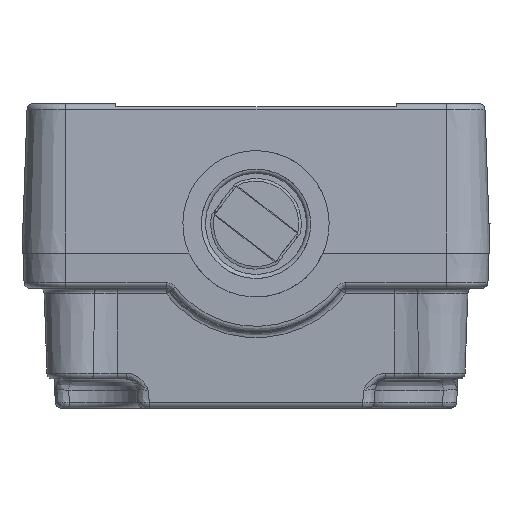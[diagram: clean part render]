
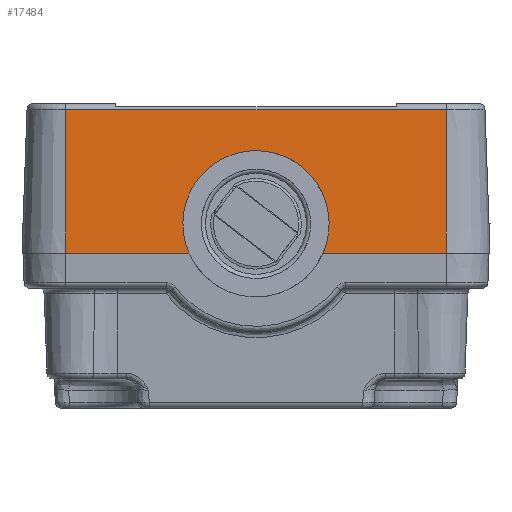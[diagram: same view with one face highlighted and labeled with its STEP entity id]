
A CAD part, front view. The second image highlights one B-rep face of the part: STEP entity #17484.
In plain terms, the highlighted planar face has unit normal (0, -0.999, 0.035).
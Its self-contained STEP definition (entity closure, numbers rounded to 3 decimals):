
#17428=CARTESIAN_POINT('',(65.486,-80.608,0.0));
#17429=DIRECTION('',(0.0,-0.999,0.035));
#17430=DIRECTION('',(1.0,0.0,0.0));
#17431=AXIS2_PLACEMENT_3D('',#17428,#17429,#17430);
#17432=PLANE('',#17431);
#17433=CARTESIAN_POINT('',(21.53,-80.608,0.0));
#17434=VERTEX_POINT('',#17433);
#17435=CARTESIAN_POINT('',(44.443,-80.608,0.0));
#17436=VERTEX_POINT('',#17435);
#17437=CARTESIAN_POINT('',(32.986,-80.433,5.));
#17438=DIRECTION('',(0.0,0.999,-0.035));
#17439=DIRECTION('',(0.,-0.035,-0.999));
#17440=AXIS2_PLACEMENT_3D('',#17437,#17438,#17439);
#17441=ELLIPSE('',#17440,12.508,12.5);
#17442=EDGE_CURVE('',#17434,#17436,#17441,.T.);
#17443=ORIENTED_EDGE('',*,*,#17442,.T.);
#17444=CARTESIAN_POINT('',(65.486,-80.608,0.0));
#17445=VERTEX_POINT('',#17444);
#17446=CARTESIAN_POINT('',(44.443,-80.608,0.0));
#17447=DIRECTION('',(1.0,0.0,0.0));
#17448=VECTOR('',#17447,21.044);
#17449=LINE('',#17446,#17448);
#17450=EDGE_CURVE('',#17436,#17445,#17449,.T.);
#17451=ORIENTED_EDGE('',*,*,#17450,.T.);
#17452=CARTESIAN_POINT('',(65.486,-79.751,24.535));
#17453=VERTEX_POINT('',#17452);
#17454=CARTESIAN_POINT('',(65.486,-80.608,0.0));
#17455=DIRECTION('',(0.0,0.035,0.999));
#17456=VECTOR('',#17455,24.55);
#17457=LINE('',#17454,#17456);
#17458=EDGE_CURVE('',#17445,#17453,#17457,.T.);
#17459=ORIENTED_EDGE('',*,*,#17458,.T.);
#17460=CARTESIAN_POINT('',(0.486,-79.751,24.535));
#17461=VERTEX_POINT('',#17460);
#17462=CARTESIAN_POINT('',(0.486,-79.751,24.535));
#17463=DIRECTION('',(1.0,0.0,0.0));
#17464=VECTOR('',#17463,65.);
#17465=LINE('',#17462,#17464);
#17466=EDGE_CURVE('',#17461,#17453,#17465,.T.);
#17467=ORIENTED_EDGE('',*,*,#17466,.F.);
#17468=CARTESIAN_POINT('',(0.486,-80.608,0.0));
#17469=VERTEX_POINT('',#17468);
#17470=CARTESIAN_POINT('',(0.486,-80.608,0.0));
#17471=DIRECTION('',(0.,0.035,0.999));
#17472=VECTOR('',#17471,24.55);
#17473=LINE('',#17470,#17472);
#17474=EDGE_CURVE('',#17469,#17461,#17473,.T.);
#17475=ORIENTED_EDGE('',*,*,#17474,.F.);
#17476=CARTESIAN_POINT('',(0.486,-80.608,0.0));
#17477=DIRECTION('',(1.0,0.0,0.0));
#17478=VECTOR('',#17477,21.044);
#17479=LINE('',#17476,#17478);
#17480=EDGE_CURVE('',#17469,#17434,#17479,.T.);
#17481=ORIENTED_EDGE('',*,*,#17480,.T.);
#17482=EDGE_LOOP('',(#17443,#17451,#17459,#17467,#17475,#17481));
#17483=FACE_OUTER_BOUND('',#17482,.T.);
#17484=ADVANCED_FACE('',(#17483),#17432,.T.);
